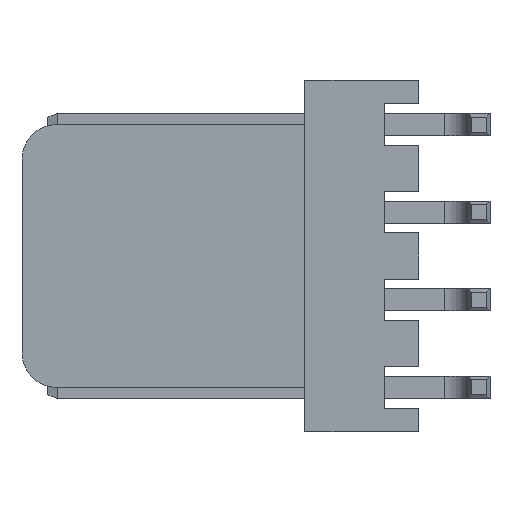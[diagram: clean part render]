
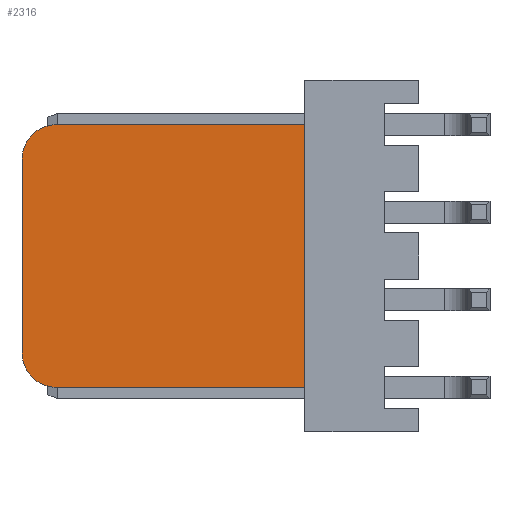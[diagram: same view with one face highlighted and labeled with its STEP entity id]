
A CAD part, left-side view. The second image highlights one B-rep face of the part: STEP entity #2316.
In plain terms, the highlighted planar face has unit normal (-1, 0, 0).
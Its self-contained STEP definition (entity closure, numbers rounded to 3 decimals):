
#71 = LINE ( 'NONE', #2810, #856 ) ;
#79 = EDGE_CURVE ( 'NONE', #1909, #3650, #71, .T. ) ;
#127 = CARTESIAN_POINT ( 'NONE',  ( 0., 5.05, -3.81 ) ) ;
#185 = VECTOR ( 'NONE', #2264, 1000. ) ;
#233 = CARTESIAN_POINT ( 'NONE',  ( 0., 12.25, 3.81 ) ) ;
#363 = CARTESIAN_POINT ( 'NONE',  ( 0., 5.05, -3.81 ) ) ;
#368 = DIRECTION ( 'NONE',  ( 0., 0., -1. ) ) ;
#470 = EDGE_LOOP ( 'NONE', ( #2075, #3943, #558, #2610, #1418, #3410 ) ) ;
#558 = ORIENTED_EDGE ( 'NONE', *, *, #2988, .T. ) ;
#590 = EDGE_CURVE ( 'NONE', #3650, #3400, #2283, .T. ) ;
#754 = DIRECTION ( 'NONE',  ( 1., 0., 0. ) ) ;
#765 = AXIS2_PLACEMENT_3D ( 'NONE', #1977, #754, #3197 ) ;
#768 = AXIS2_PLACEMENT_3D ( 'NONE', #1327, #2243, #368 ) ;
#856 = VECTOR ( 'NONE', #3775, 1000. ) ;
#928 = DIRECTION ( 'NONE',  ( 1., 0., 0. ) ) ;
#1109 = VECTOR ( 'NONE', #2953, 1000. ) ;
#1292 = CIRCLE ( 'NONE', #768, 1. ) ;
#1327 = CARTESIAN_POINT ( 'NONE',  ( 0., 12.25, -2.81 ) ) ;
#1350 = VERTEX_POINT ( 'NONE', #3339 ) ;
#1377 = LINE ( 'NONE', #2302, #2962 ) ;
#1418 = ORIENTED_EDGE ( 'NONE', *, *, #79, .F. ) ;
#1725 = CARTESIAN_POINT ( 'NONE',  ( 0., 5.05, -3.81 ) ) ;
#1909 = VERTEX_POINT ( 'NONE', #3196 ) ;
#1977 = CARTESIAN_POINT ( 'NONE',  ( 0., 12.25, -2.81 ) ) ;
#1988 = LINE ( 'NONE', #1725, #1109 ) ;
#2050 = LINE ( 'NONE', #127, #185 ) ;
#2075 = ORIENTED_EDGE ( 'NONE', *, *, #2830, .F. ) ;
#2128 = DIRECTION ( 'NONE',  ( 0., 0., -1. ) ) ;
#2243 = DIRECTION ( 'NONE',  ( 1., 0., 0. ) ) ;
#2264 = DIRECTION ( 'NONE',  ( 0., 1., 0. ) ) ;
#2267 = FACE_OUTER_BOUND ( 'NONE', #470, .T. ) ;
#2283 = CIRCLE ( 'NONE', #3383, 1. ) ;
#2302 = CARTESIAN_POINT ( 'NONE',  ( 0., 5.05, 3.81 ) ) ;
#2316 = ADVANCED_FACE ( 'NONE', ( #2267 ), #3137, .F. ) ;
#2421 = VERTEX_POINT ( 'NONE', #3567 ) ;
#2610 = ORIENTED_EDGE ( 'NONE', *, *, #590, .F. ) ;
#2710 = EDGE_CURVE ( 'NONE', #2421, #1909, #1292, .T. ) ;
#2810 = CARTESIAN_POINT ( 'NONE',  ( 0., 13.25, -2.81 ) ) ;
#2830 = EDGE_CURVE ( 'NONE', #3828, #2421, #2050, .T. ) ;
#2947 = DIRECTION ( 'NONE',  ( 0., 1., 0. ) ) ;
#2953 = DIRECTION ( 'NONE',  ( 0., 0., 1. ) ) ;
#2962 = VECTOR ( 'NONE', #2947, 1000. ) ;
#2988 = EDGE_CURVE ( 'NONE', #1350, #3400, #1377, .T. ) ;
#3137 = PLANE ( 'NONE',  #765 ) ;
#3196 = CARTESIAN_POINT ( 'NONE',  ( 0., 13.25, -2.81 ) ) ;
#3197 = DIRECTION ( 'NONE',  ( 0., 0., -1. ) ) ;
#3339 = CARTESIAN_POINT ( 'NONE',  ( 0., 5.05, 3.81 ) ) ;
#3383 = AXIS2_PLACEMENT_3D ( 'NONE', #3397, #928, #2128 ) ;
#3397 = CARTESIAN_POINT ( 'NONE',  ( 0., 12.25, 2.81 ) ) ;
#3400 = VERTEX_POINT ( 'NONE', #233 ) ;
#3410 = ORIENTED_EDGE ( 'NONE', *, *, #2710, .F. ) ;
#3567 = CARTESIAN_POINT ( 'NONE',  ( 0., 12.25, -3.81 ) ) ;
#3585 = CARTESIAN_POINT ( 'NONE',  ( 0., 13.25, 2.81 ) ) ;
#3649 = EDGE_CURVE ( 'NONE', #3828, #1350, #1988, .T. ) ;
#3650 = VERTEX_POINT ( 'NONE', #3585 ) ;
#3775 = DIRECTION ( 'NONE',  ( 0., 0., 1. ) ) ;
#3828 = VERTEX_POINT ( 'NONE', #363 ) ;
#3943 = ORIENTED_EDGE ( 'NONE', *, *, #3649, .T. ) ;
